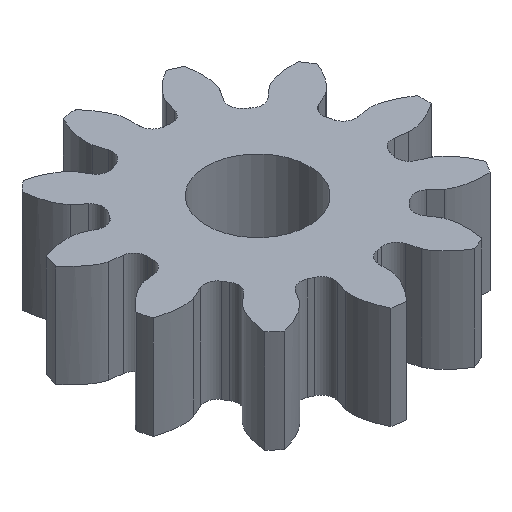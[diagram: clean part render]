
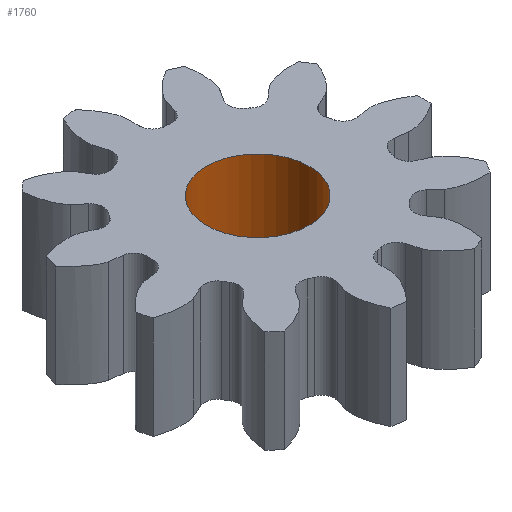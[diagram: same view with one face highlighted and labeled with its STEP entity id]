
A CAD part, isometric view. The second image highlights one B-rep face of the part: STEP entity #1760.
In plain terms, the highlighted cylindrical face has radius 1 mm (diameter 2 mm), a full revolution.
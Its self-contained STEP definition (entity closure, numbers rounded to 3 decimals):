
#196=FACE_OUTER_BOUND('',#289,.T.);
#289=EDGE_LOOP('',(#1618,#1619,#1620,#1621));
#423=LINE('',#9457,#556);
#556=VECTOR('',#2385,1.);
#631=CIRCLE('',#1901,1.);
#646=CIRCLE('',#1932,1.);
#815=VERTEX_POINT('',#8954);
#824=VERTEX_POINT('',#9454);
#1063=EDGE_CURVE('',#815,#815,#631,.T.);
#1090=EDGE_CURVE('',#824,#824,#646,.T.);
#1091=EDGE_CURVE('',#824,#815,#423,.T.);
#1618=ORIENTED_EDGE('',*,*,#1090,.F.);
#1619=ORIENTED_EDGE('',*,*,#1091,.T.);
#1620=ORIENTED_EDGE('',*,*,#1063,.T.);
#1621=ORIENTED_EDGE('',*,*,#1091,.F.);
#1669=CYLINDRICAL_SURFACE('',#1933,1.);
#1760=ADVANCED_FACE('',(#196),#1669,.F.);
#1901=AXIS2_PLACEMENT_3D('',#8955,#2309,#2310);
#1932=AXIS2_PLACEMENT_3D('',#9455,#2381,#2382);
#1933=AXIS2_PLACEMENT_3D('',#9456,#2383,#2384);
#2309=DIRECTION('center_axis',(0.,0.,-1.));
#2310=DIRECTION('ref_axis',(1.,0.,0.));
#2381=DIRECTION('center_axis',(0.,0.,-1.));
#2382=DIRECTION('ref_axis',(1.,0.,0.));
#2383=DIRECTION('center_axis',(0.,0.,1.));
#2384=DIRECTION('ref_axis',(1.,0.,0.));
#2385=DIRECTION('',(0.,0.,-1.));
#8954=CARTESIAN_POINT('',(-1.,0.,0.));
#8955=CARTESIAN_POINT('Origin',(0.,0.,0.));
#9454=CARTESIAN_POINT('',(-1.,0.,2.));
#9455=CARTESIAN_POINT('Origin',(0.,0.,2.));
#9456=CARTESIAN_POINT('Origin',(0.,0.,0.));
#9457=CARTESIAN_POINT('',(-1.,0.,0.));
